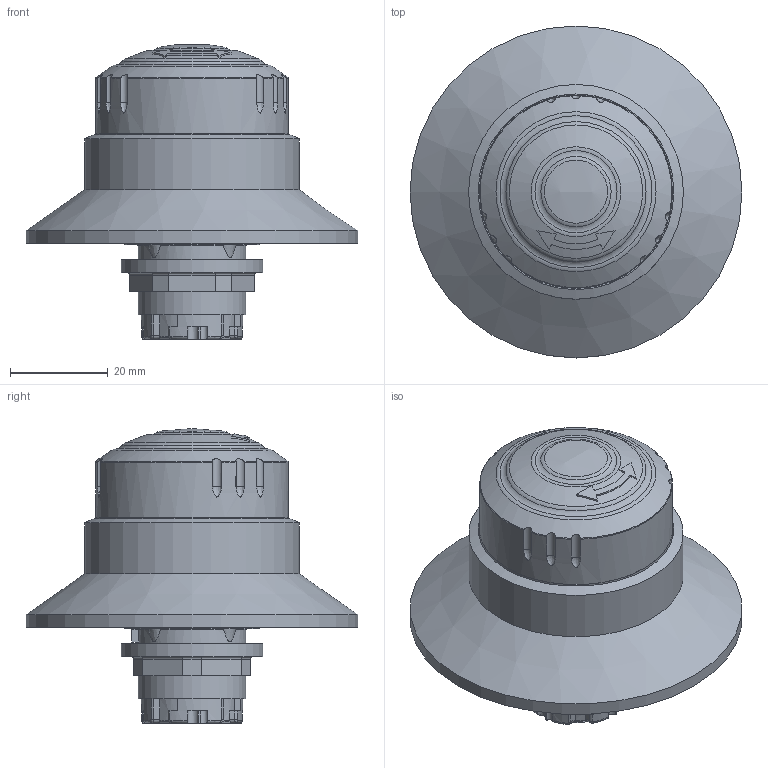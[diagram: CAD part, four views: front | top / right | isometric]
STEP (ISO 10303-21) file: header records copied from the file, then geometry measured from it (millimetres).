
FILE_DESCRIPTION(/* description */ (''),/* implementation_level */ '2;1');
FILE_NAME(/* name */ 'QRBUV70.stp',/* time_stamp */ '2017-08-21T14:03:10+02:00',/* author */ ('mharscher'),/* organization */ (''),/* preprocessor_version */ 'ST-DEVELOPER v16.1',/* originating_system */ 'Autodesk Inventor 2016',/* authorisation */ '');
FILE_SCHEMA (('AUTOMOTIVE_DESIGN { 1 0 10303 214 3 1 1 }'));
Length unit declared in the file: centimetre
Products named in the file (1): QRBUV70
Bounding box: 68 x 68 x 60.35 mm (x, y, z)
Volume: 59016.7 mm3; surface area: 17263.5 mm2
Topology: 1 solids, 5 shells, 283 faces, 735 edges, 469 vertices
Faces by surface type: plane 109, cylinder 104, torus 37, bspline 17, cone 12, sphere 4
Full cylindrical faces by diameter (mm): 22 x2, 22.6 x1, 25.35 x1, 27.65 x1, 28.3 x1, 29 x1, 39.5 x1, 39.55 x1, 44 x2, 65 x1, 68 x1
Entity records: 9639 total; most frequent: CARTESIAN_POINT 2885, ORIENTED_EDGE 1414, DIRECTION 1400, EDGE_CURVE 699, AXIS2_PLACEMENT_3D 548, VERTEX_POINT 461, EDGE_LOOP 326, LINE 304
